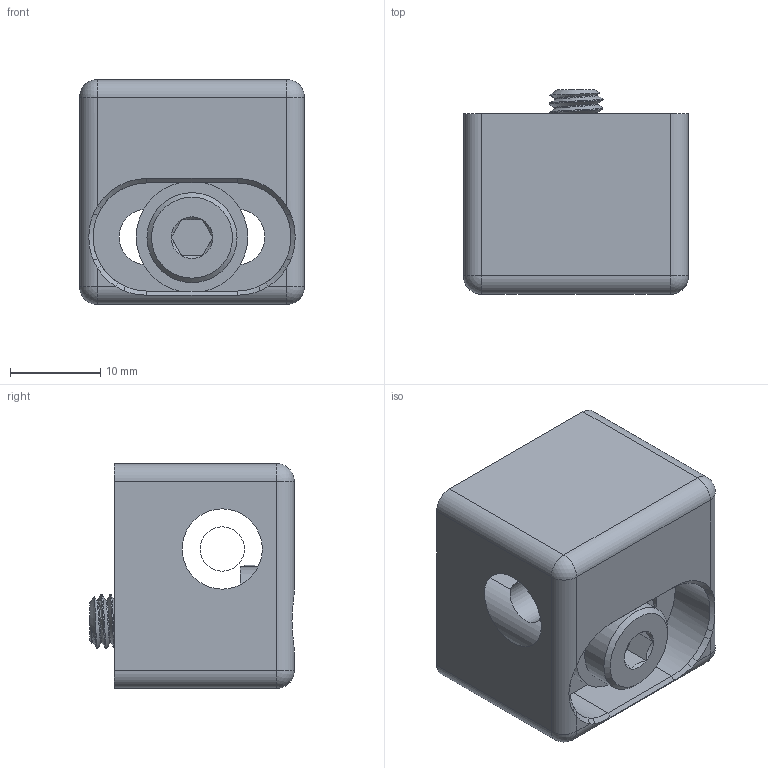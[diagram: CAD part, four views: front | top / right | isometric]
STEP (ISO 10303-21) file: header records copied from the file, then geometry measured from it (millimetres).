
FILE_DESCRIPTION(/* description */ (''),/* implementation_level */ '2;1');
FILE_NAME(/* name */ '64-060-0 v1.step',/* time_stamp */ '2021-10-19T14:25:54-04:00',/* author */ (''),/* organization */ (''),/* preprocessor_version */ 'ST-DEVELOPER v18.1',/* originating_system */ 'Autodesk Translation Framework v10.10.0.1391',/* authorisation */ '');
FILE_SCHEMA (('AUTOMOTIVE_DESIGN { 1 0 10303 214 3 1 1 }'));
Length unit declared in the file: millimetre
Products named in the file (5): 64-060-0; M6x18LHSCS-0; 92855A617; M6SMW-0; 98689A115
Assembly tree (4 placements, depth 3):
  64-060-0
    M6x18LHSCS-0
      92855A617
    M6SMW-0
      98689A115
Bounding box: 25 x 22.72 x 25 mm (x, y, z)
Volume: 9867 mm3; surface area: 5171.1 mm2
Topology: 3 solids, 3 shells, 112 faces, 275 edges, 171 vertices
Faces by surface type: cylinder 54, plane 27, cone 15, bspline 12, sphere 4
Full cylindrical faces by diameter (mm): 4.701 x17, 4.917 x1, 6 x17, 6.4 x1, 10 x1, 12.4 x1
Entity records: 7020 total; most frequent: CARTESIAN_POINT 4456, ORIENTED_EDGE 550, DIRECTION 440, EDGE_CURVE 275, VERTEX_POINT 171, AXIS2_PLACEMENT_3D 163, EDGE_LOOP 120, LINE 114
